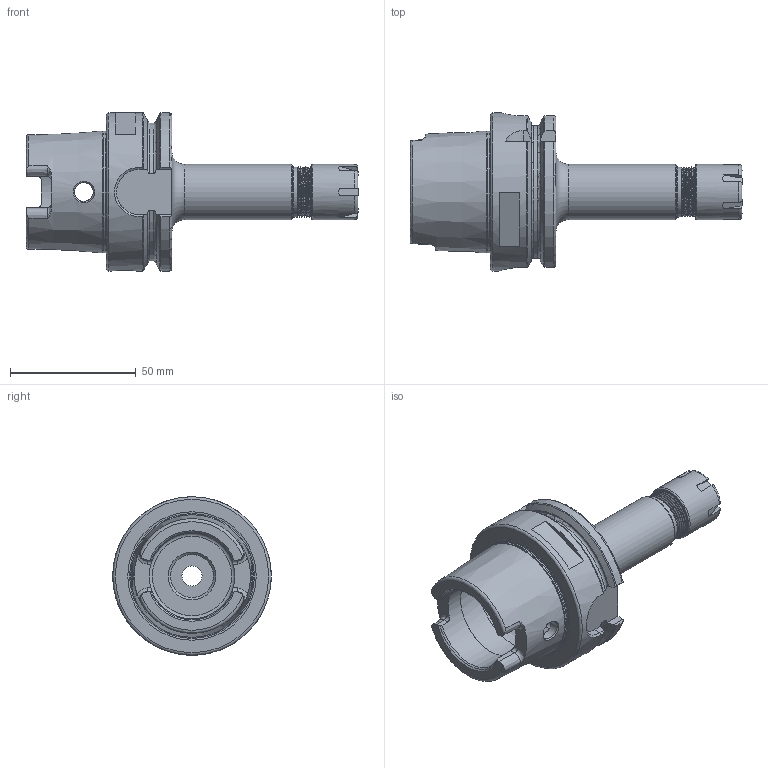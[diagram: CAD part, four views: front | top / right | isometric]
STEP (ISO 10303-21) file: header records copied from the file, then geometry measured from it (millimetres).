
FILE_DESCRIPTION(/* description */ (''),/* implementation_level */ '2;1');
FILE_NAME(/* name */ 'HSK063A-ER16M-100 v1.step',/* time_stamp */ '2024-04-25T16:01:56-05:00',/* author */ (''),/* organization */ (''),/* preprocessor_version */ 'ST-DEVELOPER v20',/* originating_system */ 'Autodesk Translation Framework v12.20.1.177',/* authorisation */ '');
FILE_SCHEMA (('AUTOMOTIVE_DESIGN { 1 0 10303 214 3 1 1 }'));
Length unit declared in the file: millimetre
Products named in the file (3): HSK063A-ER16M-100; HSK063A v1; NUT ERN16M
Assembly tree (2 placements, depth 2):
  HSK063A-ER16M-100
    HSK063A v1
    NUT ERN16M
Bounding box: 132 x 63 x 63 mm (x, y, z)
Volume: 99959.8 mm3; surface area: 32320.9 mm2
Topology: 2 solids, 2 shells, 255 faces, 699 edges, 458 vertices
Faces by surface type: cylinder 106, plane 73, torus 32, cone 27, bspline 17
Full cylindrical faces by diameter (mm): 7.5 x2, 8 x1, 9.881 x22, 10 x1, 11.113 x21, 11.2 x1, 12.55 x1, 14 x1, 16.3 x1, 17 x1, 18 x1, 18.5 x1, 18.741 x12, 19 x1, 19.4 x1, 19.884 x13, 22 x2, 34 x2, 40 x1, 48.241 x1, 63 x1
Entity records: 17800 total; most frequent: CARTESIAN_POINT 11725, ORIENTED_EDGE 1398, DIRECTION 1061, EDGE_CURVE 699, VERTEX_POINT 458, AXIS2_PLACEMENT_3D 416, EDGE_LOOP 273, B_SPLINE_CURVE_WITH_KNOTS 272
